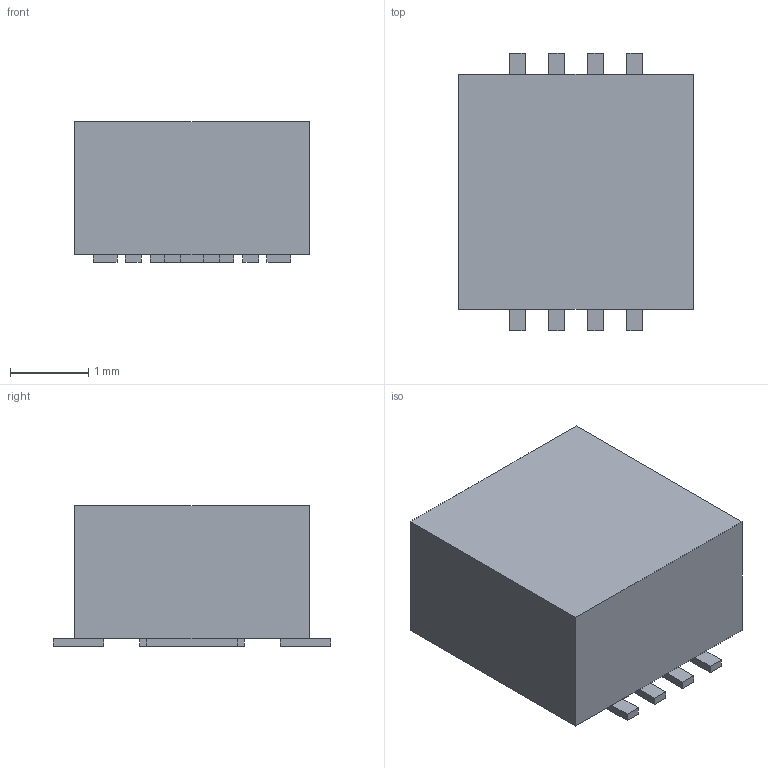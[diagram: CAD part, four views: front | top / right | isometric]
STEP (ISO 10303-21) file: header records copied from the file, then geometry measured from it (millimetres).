
FILE_DESCRIPTION(('FreeCAD Model'),'2;1');
FILE_NAME('11580064.1.2.stp','2020-10-02T11:18:26',( 'Author'),(''),'Open CASCADE STEP processor 6.9','FreeCAD','Unknown' );
FILE_SCHEMA(('AUTOMOTIVE_DESIGN { 1 0 10303 214 1 1 1 1 }'));
Length unit declared in the file: millimetre
Products named in the file (3): ASSEMBLY; Body; Pins
Assembly tree (2 placements, depth 2):
  ASSEMBLY
    Body
    Pins
Bounding box: 3 x 3.55 x 1.8 mm (x, y, z)
Volume: 15.6 mm3; surface area: 47.2 mm2
Topology: 12 solids, 12 shells, 72 faces, 144 edges, 96 vertices
Faces by surface type: plane 72
Entity records: 3836 total; most frequent: CARTESIAN_POINT 603, DIRECTION 582, LINE 432, VECTOR 432, ORIENTED_EDGE 288, PCURVE 288, DEFINITIONAL_REPRESENTATION 288, EDGE_CURVE 144
